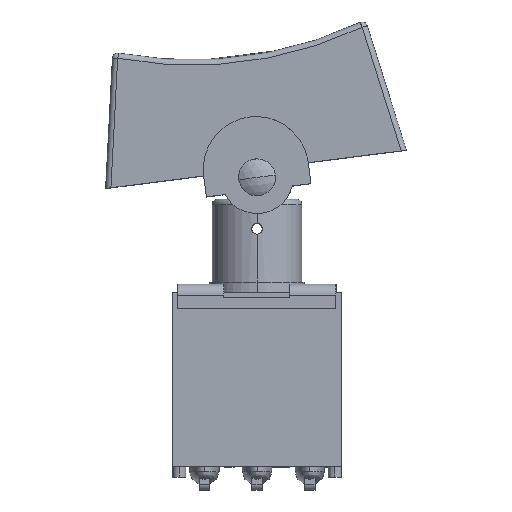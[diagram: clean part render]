
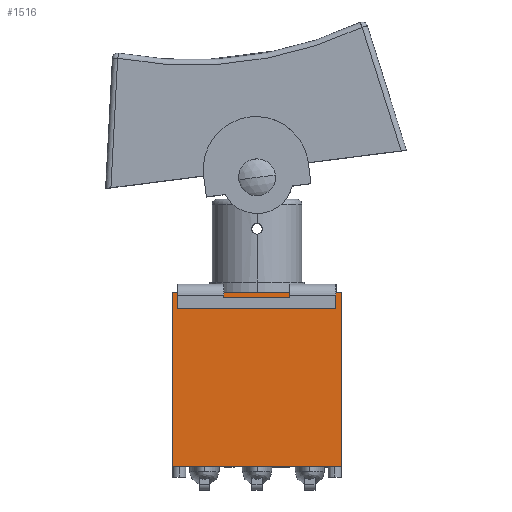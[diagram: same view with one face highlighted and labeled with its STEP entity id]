
A CAD part, top view. The second image highlights one B-rep face of the part: STEP entity #1516.
In plain terms, the highlighted planar face has unit normal (0, 0, 1).
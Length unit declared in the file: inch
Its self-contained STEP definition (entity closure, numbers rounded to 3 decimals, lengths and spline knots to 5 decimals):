
#121 = DIRECTION ( 'NONE',  ( 1., 0., 0. ) ) ;
#735 = DIRECTION ( 'NONE',  ( 0., -1., 0. ) ) ;
#894 = DIRECTION ( 'NONE',  ( -1., 0., 0. ) ) ;
#1419 = ORIENTED_EDGE ( 'NONE', *, *, #7767, .T. ) ;
#1468 = LINE ( 'NONE', #6911, #12042 ) ;
#1516 = ADVANCED_FACE ( 'NONE', ( #8757 ), #12238, .F. ) ;
#1540 = VERTEX_POINT ( 'NONE', #12137 ) ;
#1543 = VECTOR ( 'NONE', #2612, 39.37008 ) ;
#2373 = LINE ( 'NONE', #7988, #12956 ) ;
#2476 = EDGE_LOOP ( 'NONE', ( #6737, #7119, #9895, #9925, #5493, #1419 ) ) ;
#2491 = VERTEX_POINT ( 'NONE', #4950 ) ;
#2612 = DIRECTION ( 'NONE',  ( 1., 0., 0. ) ) ;
#2980 = LINE ( 'NONE', #4785, #1543 ) ;
#3055 = DIRECTION ( 'NONE',  ( 1., 0., 0. ) ) ;
#3980 = VERTEX_POINT ( 'NONE', #7693 ) ;
#4140 = CARTESIAN_POINT ( 'NONE',  ( -0.16, 0., 0.1 ) ) ;
#4531 = EDGE_CURVE ( 'NONE', #7914, #2491, #11733, .T. ) ;
#4785 = CARTESIAN_POINT ( 'NONE',  ( -0.16, 0., 0.1 ) ) ;
#4950 = CARTESIAN_POINT ( 'NONE',  ( 0.16, 0.33, 0.1 ) ) ;
#5266 = CARTESIAN_POINT ( 'NONE',  ( 0.16, 0., 0.1 ) ) ;
#5493 = ORIENTED_EDGE ( 'NONE', *, *, #4531, .F. ) ;
#5701 = VERTEX_POINT ( 'NONE', #5266 ) ;
#6266 = VECTOR ( 'NONE', #121, 39.37008 ) ;
#6737 = ORIENTED_EDGE ( 'NONE', *, *, #9403, .T. ) ;
#6859 = CARTESIAN_POINT ( 'NONE',  ( -0.16, 0.33, 0.1 ) ) ;
#6911 = CARTESIAN_POINT ( 'NONE',  ( -0.16, 0., 0.1 ) ) ;
#6948 = LINE ( 'NONE', #4140, #8561 ) ;
#7057 = AXIS2_PLACEMENT_3D ( 'NONE', #13058, #7114, #894 ) ;
#7114 = DIRECTION ( 'NONE',  ( 0., 0., -1. ) ) ;
#7119 = ORIENTED_EDGE ( 'NONE', *, *, #10779, .T. ) ;
#7220 = CARTESIAN_POINT ( 'NONE',  ( -0.16, 0.33, 0.1 ) ) ;
#7505 = DIRECTION ( 'NONE',  ( 0., -1., 0. ) ) ;
#7693 = CARTESIAN_POINT ( 'NONE',  ( -0.1475, 0., 0.1 ) ) ;
#7767 = EDGE_CURVE ( 'NONE', #7914, #1540, #9575, .T. ) ;
#7914 = VERTEX_POINT ( 'NONE', #6859 ) ;
#7988 = CARTESIAN_POINT ( 'NONE',  ( 0.16, 0.33, 0.1 ) ) ;
#8561 = VECTOR ( 'NONE', #3055, 39.37008 ) ;
#8720 = EDGE_CURVE ( 'NONE', #11099, #5701, #2980, .T. ) ;
#8757 = FACE_OUTER_BOUND ( 'NONE', #2476, .T. ) ;
#9403 = EDGE_CURVE ( 'NONE', #1540, #3980, #6948, .T. ) ;
#9575 = LINE ( 'NONE', #10503, #12130 ) ;
#9895 = ORIENTED_EDGE ( 'NONE', *, *, #8720, .T. ) ;
#9925 = ORIENTED_EDGE ( 'NONE', *, *, #11518, .F. ) ;
#9934 = DIRECTION ( 'NONE',  ( 1., 0., 0. ) ) ;
#10321 = CARTESIAN_POINT ( 'NONE',  ( 0.1475, 0., 0.1 ) ) ;
#10503 = CARTESIAN_POINT ( 'NONE',  ( -0.16, 0.33, 0.1 ) ) ;
#10779 = EDGE_CURVE ( 'NONE', #3980, #11099, #1468, .T. ) ;
#11099 = VERTEX_POINT ( 'NONE', #10321 ) ;
#11518 = EDGE_CURVE ( 'NONE', #2491, #5701, #2373, .T. ) ;
#11733 = LINE ( 'NONE', #7220, #6266 ) ;
#12042 = VECTOR ( 'NONE', #9934, 39.37008 ) ;
#12130 = VECTOR ( 'NONE', #7505, 39.37008 ) ;
#12137 = CARTESIAN_POINT ( 'NONE',  ( -0.16, 0., 0.1 ) ) ;
#12238 = PLANE ( 'NONE',  #7057 ) ;
#12956 = VECTOR ( 'NONE', #735, 39.37008 ) ;
#13058 = CARTESIAN_POINT ( 'NONE',  ( -0.16, 0.33, 0.1 ) ) ;
